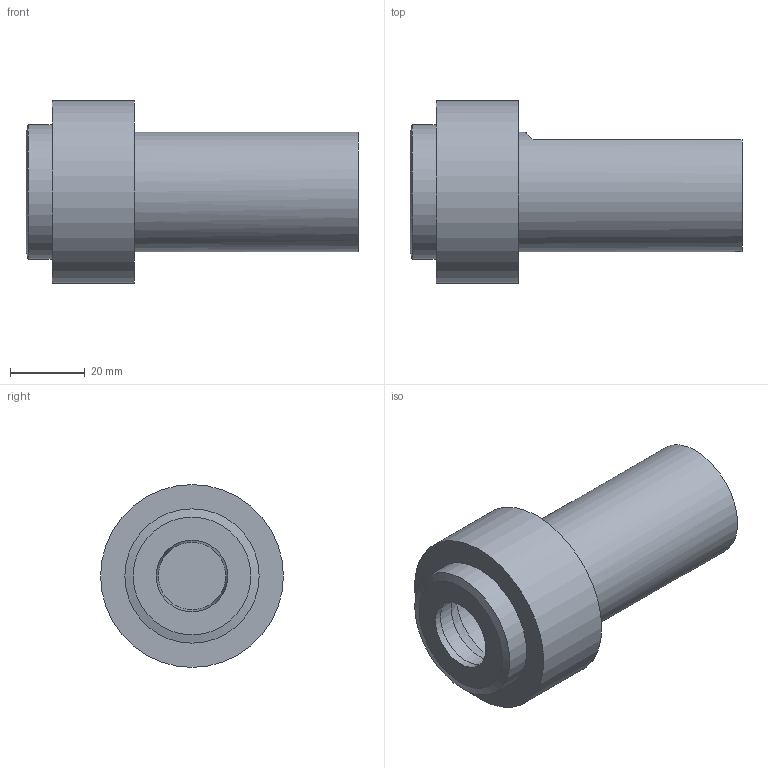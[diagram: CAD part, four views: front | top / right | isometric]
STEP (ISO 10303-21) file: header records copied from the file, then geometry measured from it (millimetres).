
FILE_DESCRIPTION( ( 'Unknown' ), '1' );
FILE_NAME( '330025032.stp', 'Unknown', ( 'Unknown' ), ( 'Unknown' ), 'PSStep 15.0.49', 'Unknown', ' ' );
FILE_SCHEMA( ( 'AUTOMOTIVE_DESIGN { 1 0 10303 214 1 1 1 1 }' ) );
Length unit declared in the file: millimetre
Products named in the file (1): 1
Bounding box: 89 x 49 x 49 mm (x, y, z)
Volume: 75897.6 mm3; surface area: 17638 mm2
Topology: 1 solids, 1 shells, 17 faces, 29 edges, 18 vertices
Faces by surface type: plane 8, cylinder 6, cone 3
Full cylindrical faces by diameter (mm): 18.1 x1, 19.2 x1, 21.2 x1, 32 x1, 36 x1, 49 x1
Entity records: 504 total; most frequent: DIRECTION 70, CARTESIAN_POINT 54, ORIENTED_EDGE 38, AXIS2_PLACEMENT_3D 33, EDGE_LOOP 30, FACE_OUTER_BOUND 23, EDGE_CURVE 19, STYLED_ITEM 17
